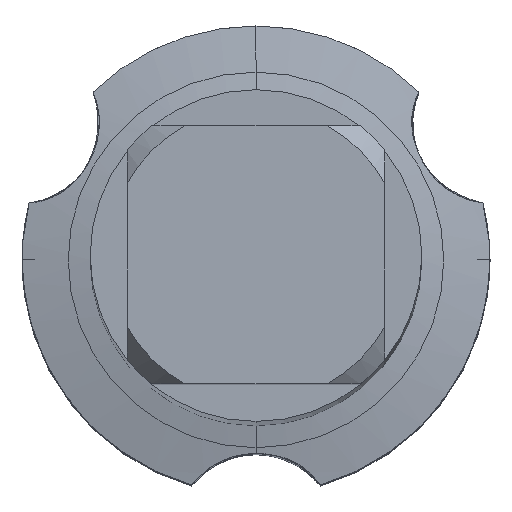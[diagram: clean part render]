
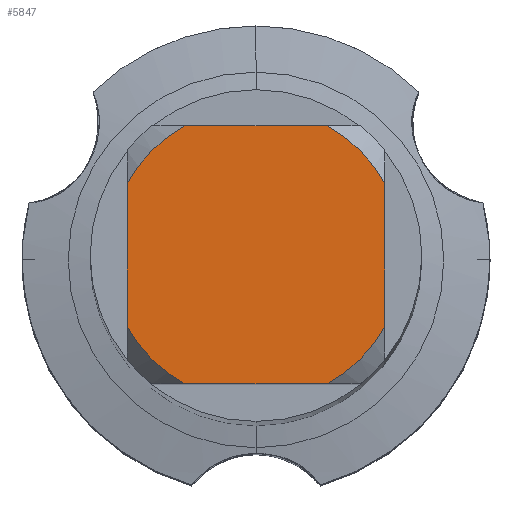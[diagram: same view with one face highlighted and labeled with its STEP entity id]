
A CAD part, top view. The second image highlights one B-rep face of the part: STEP entity #5847.
In plain terms, the highlighted planar face has unit normal (0, 0, 1).
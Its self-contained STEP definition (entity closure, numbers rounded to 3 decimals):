
#2291=EDGE_CURVE('',#3207,#5947,#6526,.T.);
#2643=VERTEX_POINT('',#6914);
#3207=VERTEX_POINT('',#7530);
#3221=EDGE_CURVE('',#5537,#4999,#7545,.T.);
#3235=EDGE_CURVE('',#3563,#3579,#7560,.T.);
#3563=VERTEX_POINT('',#7914);
#3579=VERTEX_POINT('',#7931);
#3953=EDGE_CURVE('',#5537,#2643,#8337,.T.);
#4089=EDGE_CURVE('',#3563,#4999,#8483,.T.);
#4411=EDGE_CURVE('',#3207,#3579,#8826,.T.);
#4417=VERTEX_POINT('',#8832);
#4999=VERTEX_POINT('',#9472);
#5303=EDGE_CURVE('',#4417,#2643,#9808,.T.);
#5537=VERTEX_POINT('',#10062);
#5847=ADVANCED_FACE('',(#10407),#10408,.T.);
#5947=VERTEX_POINT('',#10514);
#6201=EDGE_CURVE('',#4417,#5947,#10792,.T.);
#6526=LINE('',#11210,#11211);
#6914=CARTESIAN_POINT('',(3.5,1.936,0.0));
#7530=CARTESIAN_POINT('',(-1.936,-3.5,0.0));
#7545=LINE('',#12948,#12949);
#7560=LINE('',#12969,#12970);
#7914=CARTESIAN_POINT('',(-3.5,1.936,0.0));
#7931=CARTESIAN_POINT('',(-3.5,-1.936,0.0));
#8337=CIRCLE('',#14366,4.0);
#8483=CIRCLE('',#14614,4.0);
#8826=CIRCLE('',#15173,4.0);
#8832=CARTESIAN_POINT('',(3.5,-1.936,0.0));
#9472=CARTESIAN_POINT('',(-1.936,3.5,0.0));
#9808=LINE('',#16791,#16792);
#10062=CARTESIAN_POINT('',(1.936,3.5,0.0));
#10407=FACE_OUTER_BOUND('',#17746,.T.);
#10408=PLANE('',#17747);
#10514=CARTESIAN_POINT('',(1.936,-3.5,0.0));
#10792=CIRCLE('',#18408,4.0);
#11210=CARTESIAN_POINT('',(0.0,-3.5,0.0));
#11211=VECTOR('',#18843,1.0);
#12948=CARTESIAN_POINT('',(0.0,3.5,0.0));
#12949=VECTOR('',#20105,1.0);
#12969=CARTESIAN_POINT('',(-3.5,1.0,0.0));
#12970=VECTOR('',#20121,1.0);
#14366=AXIS2_PLACEMENT_3D('',#21017,#21018,#21019);
#14614=AXIS2_PLACEMENT_3D('',#21165,#21166,#21167);
#15173=AXIS2_PLACEMENT_3D('',#21493,#21494,#21495);
#16791=CARTESIAN_POINT('',(3.5,1.0,0.0));
#16792=VECTOR('',#22712,1.0);
#17746=EDGE_LOOP('',(#23364,#23365,#23366,#23367,#23368,#23369,#23370,#23371));
#17747=AXIS2_PLACEMENT_3D('',#23372,#23373,#23374);
#18408=AXIS2_PLACEMENT_3D('',#23798,#23799,#23800);
#18843=DIRECTION('',(1.0,0.0,0.0));
#20105=DIRECTION('',(-1.0,0.0,0.0));
#20121=DIRECTION('',(-0.0,-1.0,0.0));
#21017=CARTESIAN_POINT('',(0.0,0.0,0.0));
#21018=DIRECTION('',(0.0,0.0,-1.0));
#21019=DIRECTION('',(0.0,1.0,0.0));
#21165=CARTESIAN_POINT('',(0.0,0.0,0.0));
#21166=DIRECTION('',(0.0,0.0,-1.0));
#21167=DIRECTION('',(0.0,1.0,0.0));
#21493=CARTESIAN_POINT('',(0.0,0.0,0.0));
#21494=DIRECTION('',(0.0,0.0,-1.0));
#21495=DIRECTION('',(0.0,1.0,0.0));
#22712=DIRECTION('',(-0.0,1.0,0.0));
#23364=ORIENTED_EDGE('',*,*,#3235,.T.);
#23365=ORIENTED_EDGE('',*,*,#4411,.F.);
#23366=ORIENTED_EDGE('',*,*,#2291,.T.);
#23367=ORIENTED_EDGE('',*,*,#6201,.F.);
#23368=ORIENTED_EDGE('',*,*,#5303,.T.);
#23369=ORIENTED_EDGE('',*,*,#3953,.F.);
#23370=ORIENTED_EDGE('',*,*,#3221,.T.);
#23371=ORIENTED_EDGE('',*,*,#4089,.F.);
#23372=CARTESIAN_POINT('',(0.0,2.0,0.0));
#23373=DIRECTION('',(-0.0,0.0,1.0));
#23374=DIRECTION('',(0.0,-1.0,0.0));
#23798=CARTESIAN_POINT('',(0.0,0.0,0.0));
#23799=DIRECTION('',(0.0,0.0,-1.0));
#23800=DIRECTION('',(0.0,1.0,0.0));
